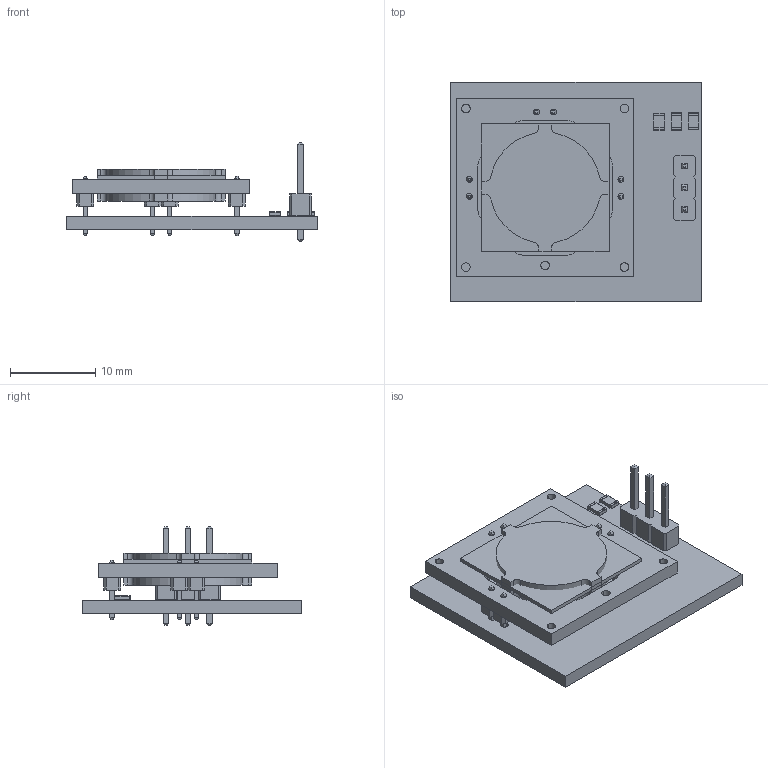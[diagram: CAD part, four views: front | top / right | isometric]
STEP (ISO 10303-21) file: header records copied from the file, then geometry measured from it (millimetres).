
FILE_DESCRIPTION(('KiCad electronic assembly'),'2;1');
FILE_NAME('3D Step File','2023-08-11T05:04:22',('Pcbnew'),('Kicad'), 'Open CASCADE STEP processor 7.6','KiCad to STEP converter','Unknown' );
FILE_SCHEMA(('AUTOMOTIVE_DESIGN { 1 0 10303 214 1 1 1 1 }'));
Length unit declared in the file: millimetre
Products named in the file (8): 3D Step File 1; R_0805_2012Metric; SOLID; PinHeader_1x03_P2.54mm_Vertical; CO_spec_110-102; COMPOUND; _autosave-CO Sesnor Breakout PCB
Assembly tree (9 placements, depth 3):
  3D Step File 1
    R_0805_2012Metric  x3
      SOLID
    PinHeader_1x03_P2.54mm_Vertical
      SOLID
    CO_spec_110-102
      COMPOUND
    _autosave-CO Sesnor Breakout PCB
Bounding box: 29.34 x 25.71 x 11.54 mm (x, y, z)
Volume: 2296.1 mm3; surface area: 3660.6 mm2
Topology: 13 solids, 13 shells, 427 faces, 1069 edges, 682 vertices
Faces by surface type: plane 344, cylinder 83
Full cylindrical faces by diameter (mm): 0.8 x6, 1 x3
Entity records: 24324 total; most frequent: CARTESIAN_POINT 4246, DIRECTION 3633, LINE 2515, VECTOR 2515, ORIENTED_EDGE 1866, PCURVE 1866, DEFINITIONAL_REPRESENTATION 1866, EDGE_CURVE 933
